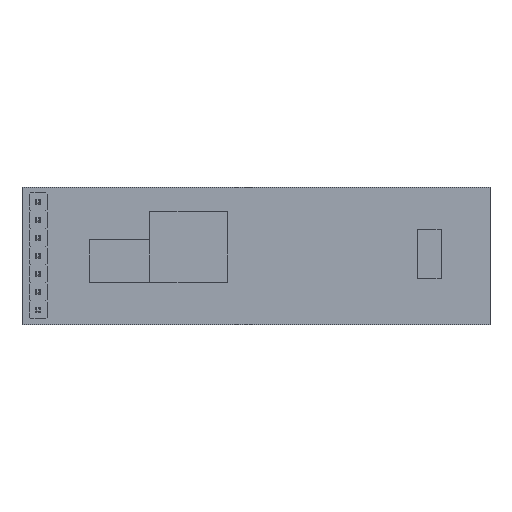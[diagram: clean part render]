
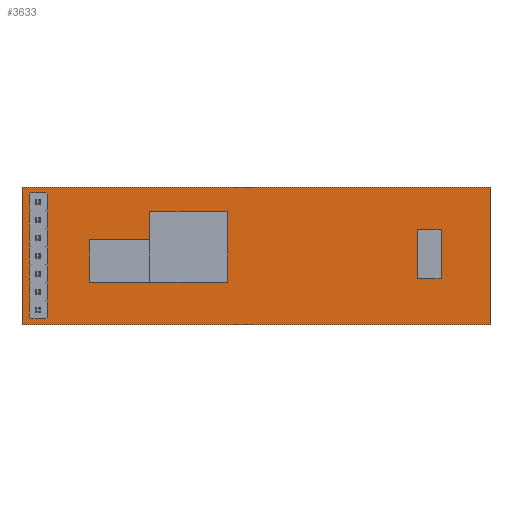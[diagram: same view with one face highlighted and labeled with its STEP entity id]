
A CAD part, top view. The second image highlights one B-rep face of the part: STEP entity #3633.
In plain terms, the highlighted planar face has unit normal (0, 0, 1).
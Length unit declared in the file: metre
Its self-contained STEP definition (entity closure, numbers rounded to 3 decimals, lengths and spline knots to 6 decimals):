
#252=ORIENTED_EDGE('',*,*,#1162,.T.);
#253=ORIENTED_EDGE('',*,*,#1184,.T.);
#254=ORIENTED_EDGE('',*,*,#1169,.F.);
#255=ORIENTED_EDGE('',*,*,#1166,.F.);
#256=ORIENTED_EDGE('',*,*,#1152,.T.);
#257=ORIENTED_EDGE('',*,*,#1182,.F.);
#258=ORIENTED_EDGE('',*,*,#1159,.F.);
#259=ORIENTED_EDGE('',*,*,#1156,.T.);
#260=ORIENTED_EDGE('',*,*,#1142,.T.);
#261=ORIENTED_EDGE('',*,*,#1180,.F.);
#262=ORIENTED_EDGE('',*,*,#1149,.F.);
#263=ORIENTED_EDGE('',*,*,#1146,.T.);
#264=ORIENTED_EDGE('',*,*,#1132,.F.);
#265=ORIENTED_EDGE('',*,*,#1178,.T.);
#266=ORIENTED_EDGE('',*,*,#1139,.T.);
#267=ORIENTED_EDGE('',*,*,#1136,.F.);
#268=ORIENTED_EDGE('',*,*,#1122,.F.);
#269=ORIENTED_EDGE('',*,*,#1176,.T.);
#270=ORIENTED_EDGE('',*,*,#1129,.T.);
#271=ORIENTED_EDGE('',*,*,#1126,.F.);
#272=ORIENTED_EDGE('',*,*,#1112,.T.);
#273=ORIENTED_EDGE('',*,*,#1174,.T.);
#274=ORIENTED_EDGE('',*,*,#1119,.F.);
#275=ORIENTED_EDGE('',*,*,#1116,.F.);
#276=ORIENTED_EDGE('',*,*,#1102,.F.);
#277=ORIENTED_EDGE('',*,*,#1172,.T.);
#278=ORIENTED_EDGE('',*,*,#1109,.T.);
#279=ORIENTED_EDGE('',*,*,#1106,.F.);
#280=ORIENTED_EDGE('',*,*,#1092,.T.);
#281=ORIENTED_EDGE('',*,*,#1186,.T.);
#282=ORIENTED_EDGE('',*,*,#1099,.F.);
#283=ORIENTED_EDGE('',*,*,#1096,.F.);
#1092=EDGE_CURVE('',#1594,#1595,#1926,.T.);
#1096=EDGE_CURVE('',#1594,#1598,#1930,.T.);
#1099=EDGE_CURVE('',#1598,#1600,#1933,.T.);
#1102=EDGE_CURVE('',#1602,#1603,#1936,.T.);
#1106=EDGE_CURVE('',#1603,#1606,#1940,.T.);
#1109=EDGE_CURVE('',#1608,#1606,#1943,.T.);
#1112=EDGE_CURVE('',#1610,#1611,#1946,.T.);
#1116=EDGE_CURVE('',#1610,#1614,#1950,.T.);
#1119=EDGE_CURVE('',#1614,#1616,#1953,.T.);
#1122=EDGE_CURVE('',#1618,#1619,#1956,.T.);
#1126=EDGE_CURVE('',#1619,#1622,#1960,.T.);
#1129=EDGE_CURVE('',#1624,#1622,#1963,.T.);
#1132=EDGE_CURVE('',#1626,#1627,#1966,.T.);
#1136=EDGE_CURVE('',#1627,#1630,#1970,.T.);
#1139=EDGE_CURVE('',#1632,#1630,#1973,.T.);
#1142=EDGE_CURVE('',#1634,#1635,#1976,.T.);
#1146=EDGE_CURVE('',#1638,#1634,#1980,.T.);
#1149=EDGE_CURVE('',#1638,#1640,#1983,.T.);
#1152=EDGE_CURVE('',#1642,#1643,#1986,.T.);
#1156=EDGE_CURVE('',#1646,#1642,#1990,.T.);
#1159=EDGE_CURVE('',#1646,#1648,#1993,.T.);
#1162=EDGE_CURVE('',#1650,#1651,#1996,.T.);
#1166=EDGE_CURVE('',#1650,#1654,#2000,.T.);
#1169=EDGE_CURVE('',#1654,#1656,#2003,.T.);
#1172=EDGE_CURVE('',#1602,#1608,#2006,.T.);
#1174=EDGE_CURVE('',#1611,#1616,#2008,.T.);
#1176=EDGE_CURVE('',#1618,#1624,#2010,.T.);
#1178=EDGE_CURVE('',#1626,#1632,#2012,.T.);
#1180=EDGE_CURVE('',#1640,#1635,#2014,.T.);
#1182=EDGE_CURVE('',#1648,#1643,#2016,.T.);
#1184=EDGE_CURVE('',#1651,#1656,#2018,.T.);
#1186=EDGE_CURVE('',#1595,#1600,#2020,.T.);
#1594=VERTEX_POINT('',#5313);
#1595=VERTEX_POINT('',#5314);
#1598=VERTEX_POINT('',#5322);
#1600=VERTEX_POINT('',#5328);
#1602=VERTEX_POINT('',#5334);
#1603=VERTEX_POINT('',#5335);
#1606=VERTEX_POINT('',#5343);
#1608=VERTEX_POINT('',#5349);
#1610=VERTEX_POINT('',#5355);
#1611=VERTEX_POINT('',#5356);
#1614=VERTEX_POINT('',#5364);
#1616=VERTEX_POINT('',#5370);
#1618=VERTEX_POINT('',#5376);
#1619=VERTEX_POINT('',#5377);
#1622=VERTEX_POINT('',#5385);
#1624=VERTEX_POINT('',#5391);
#1626=VERTEX_POINT('',#5397);
#1627=VERTEX_POINT('',#5398);
#1630=VERTEX_POINT('',#5406);
#1632=VERTEX_POINT('',#5412);
#1634=VERTEX_POINT('',#5418);
#1635=VERTEX_POINT('',#5419);
#1638=VERTEX_POINT('',#5427);
#1640=VERTEX_POINT('',#5433);
#1642=VERTEX_POINT('',#5439);
#1643=VERTEX_POINT('',#5440);
#1646=VERTEX_POINT('',#5448);
#1648=VERTEX_POINT('',#5454);
#1650=VERTEX_POINT('',#5460);
#1651=VERTEX_POINT('',#5461);
#1654=VERTEX_POINT('',#5469);
#1656=VERTEX_POINT('',#5475);
#1926=LINE('',#5312,#2432);
#1930=LINE('',#5321,#2436);
#1933=LINE('',#5327,#2439);
#1936=LINE('',#5333,#2442);
#1940=LINE('',#5342,#2446);
#1943=LINE('',#5348,#2449);
#1946=LINE('',#5354,#2452);
#1950=LINE('',#5363,#2456);
#1953=LINE('',#5369,#2459);
#1956=LINE('',#5375,#2462);
#1960=LINE('',#5384,#2466);
#1963=LINE('',#5390,#2469);
#1966=LINE('',#5396,#2472);
#1970=LINE('',#5405,#2476);
#1973=LINE('',#5411,#2479);
#1976=LINE('',#5417,#2482);
#1980=LINE('',#5426,#2486);
#1983=LINE('',#5432,#2489);
#1986=LINE('',#5438,#2492);
#1990=LINE('',#5447,#2496);
#1993=LINE('',#5453,#2499);
#1996=LINE('',#5459,#2502);
#2000=LINE('',#5468,#2506);
#2003=LINE('',#5474,#2509);
#2006=LINE('',#5480,#2512);
#2008=LINE('',#5483,#2514);
#2010=LINE('',#5486,#2516);
#2012=LINE('',#5489,#2518);
#2014=LINE('',#5492,#2520);
#2016=LINE('',#5495,#2522);
#2018=LINE('',#5498,#2524);
#2020=LINE('',#5501,#2526);
#2432=VECTOR('',#4387,1.);
#2436=VECTOR('',#4393,1.);
#2439=VECTOR('',#4398,1.);
#2442=VECTOR('',#4403,1.);
#2446=VECTOR('',#4409,1.);
#2449=VECTOR('',#4414,1.);
#2452=VECTOR('',#4419,1.);
#2456=VECTOR('',#4425,1.);
#2459=VECTOR('',#4430,1.);
#2462=VECTOR('',#4435,1.);
#2466=VECTOR('',#4441,1.);
#2469=VECTOR('',#4446,1.);
#2472=VECTOR('',#4451,1.);
#2476=VECTOR('',#4457,1.);
#2479=VECTOR('',#4462,1.);
#2482=VECTOR('',#4467,1.);
#2486=VECTOR('',#4473,1.);
#2489=VECTOR('',#4478,1.);
#2492=VECTOR('',#4483,1.);
#2496=VECTOR('',#4489,1.);
#2499=VECTOR('',#4494,1.);
#2502=VECTOR('',#4499,1.);
#2506=VECTOR('',#4505,1.);
#2509=VECTOR('',#4510,1.);
#2512=VECTOR('',#4515,1.);
#2514=VECTOR('',#4519,1.);
#2516=VECTOR('',#4523,1.);
#2518=VECTOR('',#4527,1.);
#2520=VECTOR('',#4531,1.);
#2522=VECTOR('',#4535,1.);
#2524=VECTOR('',#4539,1.);
#2526=VECTOR('',#4543,1.);
#2972=EDGE_LOOP('',(#252,#253,#254,#255));
#2973=EDGE_LOOP('',(#256,#257,#258,#259));
#2974=EDGE_LOOP('',(#260,#261,#262,#263));
#2975=EDGE_LOOP('',(#264,#265,#266,#267));
#2976=EDGE_LOOP('',(#268,#269,#270,#271));
#2977=EDGE_LOOP('',(#272,#273,#274,#275));
#2978=EDGE_LOOP('',(#276,#277,#278,#279));
#2979=EDGE_LOOP('',(#280,#281,#282,#283));
#3204=FACE_BOUND('',#2972,.T.);
#3205=FACE_BOUND('',#2973,.T.);
#3206=FACE_BOUND('',#2974,.T.);
#3207=FACE_BOUND('',#2975,.T.);
#3208=FACE_BOUND('',#2976,.T.);
#3209=FACE_BOUND('',#2977,.T.);
#3210=FACE_BOUND('',#2978,.T.);
#3211=FACE_BOUND('',#2979,.T.);
#3429=PLANE('',#4188);
#3633=ADVANCED_FACE('',(#3204,#3205,#3206,#3207,#3208,#3209,#3210,#3211),
#3429,.F.);
#4188=AXIS2_PLACEMENT_3D('',#5504,#4547,#4548);
#4387=DIRECTION('',(-1.,0.,0.));
#4393=DIRECTION('',(0.,1.,0.));
#4398=DIRECTION('',(-1.,0.,0.));
#4403=DIRECTION('',(0.,1.,0.));
#4409=DIRECTION('',(-1.,0.,0.));
#4414=DIRECTION('',(0.,1.,0.));
#4419=DIRECTION('',(-1.,0.,0.));
#4425=DIRECTION('',(0.,1.,0.));
#4430=DIRECTION('',(-1.,0.,0.));
#4435=DIRECTION('',(0.,1.,0.));
#4441=DIRECTION('',(-1.,0.,0.));
#4446=DIRECTION('',(0.,1.,0.));
#4451=DIRECTION('',(0.,1.,0.));
#4457=DIRECTION('',(-1.,0.,0.));
#4462=DIRECTION('',(0.,1.,0.));
#4467=DIRECTION('',(0.,1.,0.));
#4473=DIRECTION('',(-1.,0.,0.));
#4478=DIRECTION('',(0.,1.,0.));
#4483=DIRECTION('',(0.,1.,0.));
#4489=DIRECTION('',(-1.,0.,0.));
#4494=DIRECTION('',(0.,1.,0.));
#4499=DIRECTION('',(1.,0.,0.));
#4505=DIRECTION('',(0.,1.,0.));
#4510=DIRECTION('',(1.,0.,0.));
#4515=DIRECTION('',(-1.,0.,0.));
#4519=DIRECTION('',(0.,1.,0.));
#4523=DIRECTION('',(-1.,0.,0.));
#4527=DIRECTION('',(-1.,0.,0.));
#4531=DIRECTION('',(-1.,0.,0.));
#4535=DIRECTION('',(-1.,0.,0.));
#4539=DIRECTION('',(0.,1.,0.));
#4543=DIRECTION('',(0.,1.,0.));
#4547=DIRECTION('',(0.,0.,-1.));
#4548=DIRECTION('',(1.,0.,0.));
#5312=CARTESIAN_POINT('',(-0.00016,-0.00032,0.));
#5313=CARTESIAN_POINT('',(0.00032,-0.00032,0.));
#5314=CARTESIAN_POINT('',(-0.00032,-0.00032,0.));
#5321=CARTESIAN_POINT('',(0.00032,-0.00762,0.));
#5322=CARTESIAN_POINT('',(0.00032,0.00032,0.));
#5327=CARTESIAN_POINT('',(-0.00016,0.00032,0.));
#5328=CARTESIAN_POINT('',(-0.00032,0.00032,0.));
#5333=CARTESIAN_POINT('',(0.00032,-0.00762,0.));
#5334=CARTESIAN_POINT('',(0.00032,-0.00794,0.));
#5335=CARTESIAN_POINT('',(0.00032,-0.0073,0.));
#5342=CARTESIAN_POINT('',(-0.00016,-0.0073,0.));
#5343=CARTESIAN_POINT('',(-0.00032,-0.0073,0.));
#5348=CARTESIAN_POINT('',(-0.00032,-0.01302,0.));
#5349=CARTESIAN_POINT('',(-0.00032,-0.00794,0.));
#5354=CARTESIAN_POINT('',(-0.00016,-0.0054,0.));
#5355=CARTESIAN_POINT('',(0.00032,-0.0054,0.));
#5356=CARTESIAN_POINT('',(-0.00032,-0.0054,0.));
#5363=CARTESIAN_POINT('',(0.00032,-0.00762,0.));
#5364=CARTESIAN_POINT('',(0.00032,-0.00476,0.));
#5369=CARTESIAN_POINT('',(-0.00016,-0.00476,0.));
#5370=CARTESIAN_POINT('',(-0.00032,-0.00476,0.));
#5375=CARTESIAN_POINT('',(0.00032,-0.00762,0.));
#5376=CARTESIAN_POINT('',(0.00032,-0.00286,0.));
#5377=CARTESIAN_POINT('',(0.00032,-0.00222,0.));
#5384=CARTESIAN_POINT('',(-0.00016,-0.00222,0.));
#5385=CARTESIAN_POINT('',(-0.00032,-0.00222,0.));
#5390=CARTESIAN_POINT('',(-0.00032,-0.01302,0.));
#5391=CARTESIAN_POINT('',(-0.00032,-0.00286,0.));
#5396=CARTESIAN_POINT('',(0.00032,-0.00762,0.));
#5397=CARTESIAN_POINT('',(0.00032,-0.01556,0.));
#5398=CARTESIAN_POINT('',(0.00032,-0.01492,0.));
#5405=CARTESIAN_POINT('',(-0.00016,-0.01492,0.));
#5406=CARTESIAN_POINT('',(-0.00032,-0.01492,0.));
#5411=CARTESIAN_POINT('',(-0.00032,-0.01302,0.));
#5412=CARTESIAN_POINT('',(-0.00032,-0.01556,0.));
#5417=CARTESIAN_POINT('',(-0.00032,-0.01032,0.));
#5418=CARTESIAN_POINT('',(-0.00032,-0.01302,0.));
#5419=CARTESIAN_POINT('',(-0.00032,-0.01238,0.));
#5426=CARTESIAN_POINT('',(-0.00016,-0.01302,0.));
#5427=CARTESIAN_POINT('',(0.00032,-0.01302,0.));
#5432=CARTESIAN_POINT('',(0.00032,-0.01032,0.));
#5433=CARTESIAN_POINT('',(0.00032,-0.01238,0.));
#5438=CARTESIAN_POINT('',(-0.00032,-0.01302,0.));
#5439=CARTESIAN_POINT('',(-0.00032,-0.01048,0.));
#5440=CARTESIAN_POINT('',(-0.00032,-0.00984,0.));
#5447=CARTESIAN_POINT('',(-0.00016,-0.01048,0.));
#5448=CARTESIAN_POINT('',(0.00032,-0.01048,0.));
#5453=CARTESIAN_POINT('',(0.00032,-0.00762,0.));
#5454=CARTESIAN_POINT('',(0.00032,-0.00984,0.));
#5459=CARTESIAN_POINT('',(0.03073,-0.0173,0.));
#5460=CARTESIAN_POINT('',(-0.00227,-0.0173,0.));
#5461=CARTESIAN_POINT('',(0.06373,-0.0173,0.));
#5468=CARTESIAN_POINT('',(-0.00227,-0.007625,0.));
#5469=CARTESIAN_POINT('',(-0.00227,0.00205,0.));
#5474=CARTESIAN_POINT('',(0.03073,0.00205,0.));
#5475=CARTESIAN_POINT('',(0.06373,0.00205,0.));
#5480=CARTESIAN_POINT('',(-0.00016,-0.00794,0.));
#5483=CARTESIAN_POINT('',(-0.00032,-0.01302,0.));
#5486=CARTESIAN_POINT('',(-0.00016,-0.00286,0.));
#5489=CARTESIAN_POINT('',(-0.00016,-0.01556,0.));
#5492=CARTESIAN_POINT('',(-0.00016,-0.01238,0.));
#5495=CARTESIAN_POINT('',(-0.00016,-0.00984,0.));
#5498=CARTESIAN_POINT('',(0.06373,-0.007625,0.));
#5501=CARTESIAN_POINT('',(-0.00032,-0.01302,0.));
#5504=CARTESIAN_POINT('',(0.03073,-0.007625,0.));
